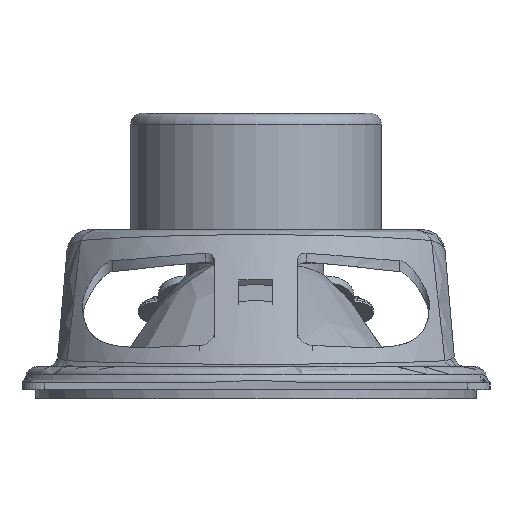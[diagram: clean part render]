
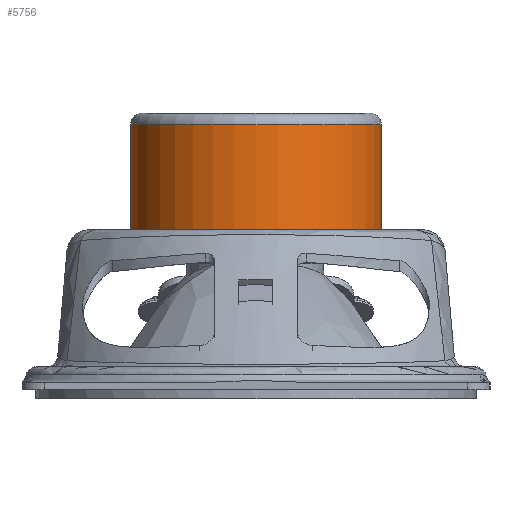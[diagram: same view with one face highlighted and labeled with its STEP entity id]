
A CAD part, left-side view. The second image highlights one B-rep face of the part: STEP entity #5756.
In plain terms, the highlighted cylindrical face has radius 11 mm (diameter 22 mm), a full revolution.
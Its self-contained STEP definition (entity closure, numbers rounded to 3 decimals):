
#118=CYLINDRICAL_SURFACE('',#6216,11.);
#274=CIRCLE('',#6213,11.);
#277=CIRCLE('',#6217,11.);
#1023=LINE('',#11381,#1239);
#1239=VECTOR('',#7074,11.);
#1514=FACE_OUTER_BOUND('',#1863,.T.);
#1863=EDGE_LOOP('',(#4399,#4400,#4401,#4402));
#2626=VERTEX_POINT('',#11374);
#2628=VERTEX_POINT('',#11380);
#3266=EDGE_CURVE('',#2626,#2626,#274,.T.);
#3269=EDGE_CURVE('',#2626,#2628,#1023,.T.);
#3270=EDGE_CURVE('',#2628,#2628,#277,.T.);
#4399=ORIENTED_EDGE('',*,*,#3266,.F.);
#4400=ORIENTED_EDGE('',*,*,#3269,.T.);
#4401=ORIENTED_EDGE('',*,*,#3270,.F.);
#4402=ORIENTED_EDGE('',*,*,#3269,.F.);
#5756=ADVANCED_FACE('',(#1514),#118,.T.);
#6213=AXIS2_PLACEMENT_3D('',#11375,#7066,#7067);
#6216=AXIS2_PLACEMENT_3D('',#11379,#7072,#7073);
#6217=AXIS2_PLACEMENT_3D('',#11382,#7075,#7076);
#7066=DIRECTION('center_axis',(0.,0.,
1.));
#7067=DIRECTION('ref_axis',(-1.,0.,0.));
#7072=DIRECTION('center_axis',(0.,0.,1.));
#7073=DIRECTION('ref_axis',(-1.,0.,0.));
#7074=DIRECTION('',(0.,0.,-1.));
#7075=DIRECTION('center_axis',(0.,0.,
-1.));
#7076=DIRECTION('ref_axis',(-1.,0.,0.));
#11374=CARTESIAN_POINT('',(11.959,-1.76,23.2));
#11375=CARTESIAN_POINT('Origin',(0.959,-1.76,23.2));
#11379=CARTESIAN_POINT('Origin',(0.959,-1.76,14.));
#11380=CARTESIAN_POINT('',(11.959,-1.76,14.));
#11381=CARTESIAN_POINT('',(11.959,-1.76,14.));
#11382=CARTESIAN_POINT('Origin',(0.959,-1.76,14.));
